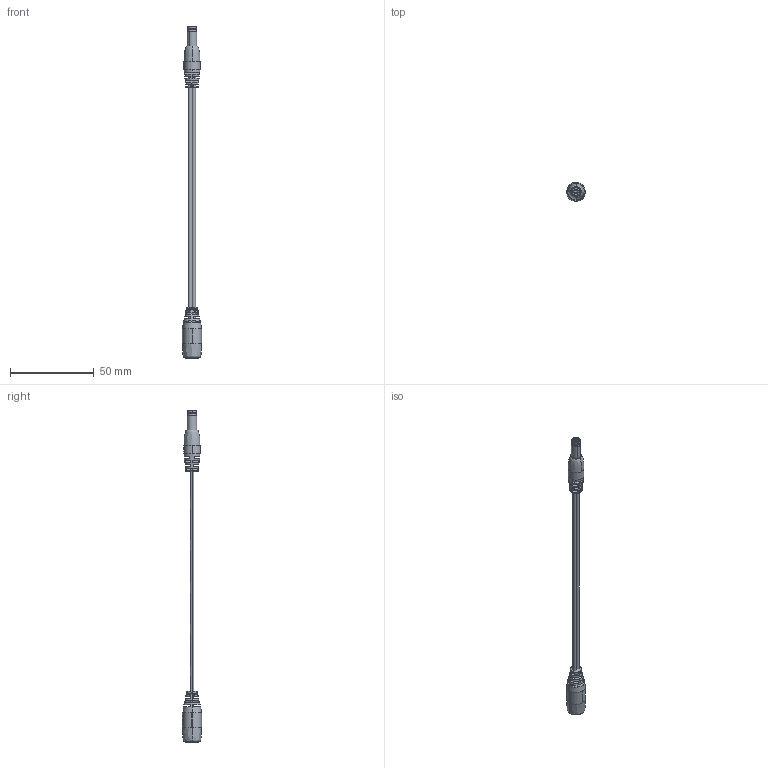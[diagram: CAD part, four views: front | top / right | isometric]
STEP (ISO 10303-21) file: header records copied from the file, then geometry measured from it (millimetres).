
FILE_DESCRIPTION (( 'STEP AP214' ), '1' );
FILE_NAME ('10-01069.STEP', '2015-10-16T21:56:51', ( 'Joel' ), ( 'Microsoft' ), 'SwSTEP 2.0', 'SolidWorks 2015', '' );
FILE_SCHEMA (( 'AUTOMOTIVE_DESIGN' ));
Length unit declared in the file: millimetre
Products named in the file (13): 50-00025 shell; 50-00025 pin; 50-00025 insulator; 50-00024; 50-00024 shell; 50-00024 insulator; 50-00024 contact; 24-00004; 24-00003; 30-00007_wbc; 10-01069; 50-00025; 50-00025 contact
Assembly tree (12 placements, depth 3):
  10-01069
    30-00007_wbc
    24-00003
    24-00004
    50-00024
      50-00024 contact
      50-00024 insulator
      50-00024 shell
    50-00025
      50-00025 insulator
      50-00025 pin
      50-00025 shell
      50-00025 contact
Bounding box: 11.4 x 11.4 x 198.74 mm (x, y, z)
Volume: 5047 mm3; surface area: 8301.5 mm2
Topology: 22 solids, 22 shells, 689 faces, 1744 edges, 1119 vertices
Faces by surface type: plane 230, bspline 191, cylinder 162, torus 61, cone 45
Entity records: 29654 total; most frequent: CARTESIAN_POINT 11400, ORIENTED_EDGE 3484, DIRECTION 2756, EDGE_CURVE 1742, VERTEX_POINT 1119, AXIS2_PLACEMENT_3D 1109, EDGE_LOOP 737, FACE_OUTER_BOUND 689
